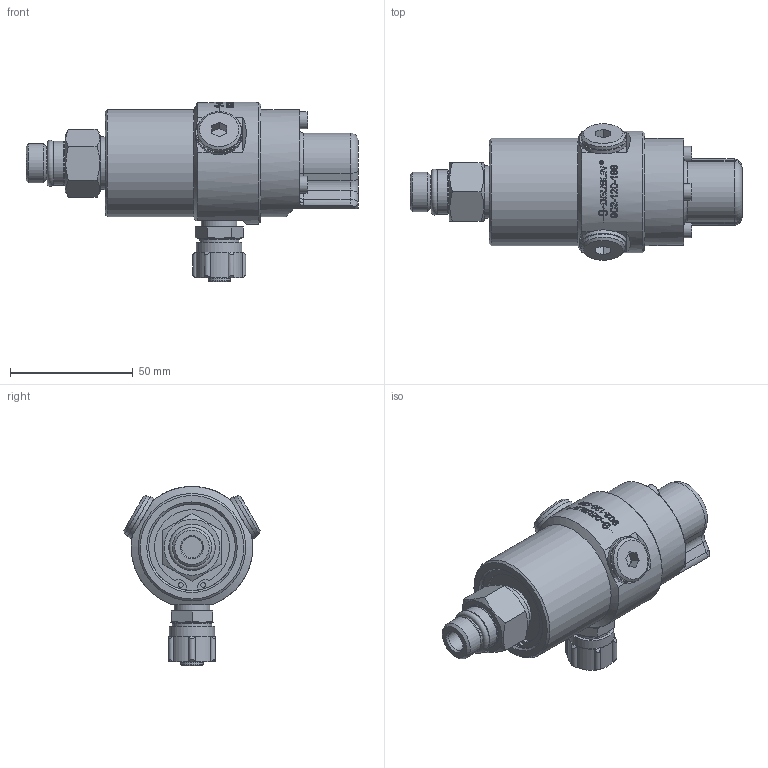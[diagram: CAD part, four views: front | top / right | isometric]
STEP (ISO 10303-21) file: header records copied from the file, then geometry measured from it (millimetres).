
FILE_DESCRIPTION(/* description */ (''),/* implementation_level */ '2;1');
FILE_NAME(/* name */ '902-120-188-IC.stp',/* time_stamp */ '2020-05-21T09:31:47-05:00',/* author */ ('moorera'),/* organization */ (''),/* preprocessor_version */ 'ST-DEVELOPER v18.1',/* originating_system */ 'Autodesk Inventor 2020',/* authorisation */ '');
FILE_SCHEMA (('AUTOMOTIVE_DESIGN { 1 0 10303 214 3 1 1 }'));
Length unit declared in the file: millimetre
Products named in the file (1): 902-120-188-IC_RevC
Bounding box: 135.18 x 55.54 x 72.9 mm (x, y, z)
Volume: 156256.7 mm3; surface area: 26812.2 mm2
Topology: 2 solids, 2 shells, 578 faces, 1528 edges, 1016 vertices
Faces by surface type: plane 273, bspline 138, cylinder 109, cone 37, torus 21
Full cylindrical faces by diameter (mm): 1.981 x2, 6.858 x3, 7.2 x3, 7.5 x2, 8 x1, 8.5 x1, 9 x1, 9.6 x1, 10.3 x1, 11.6 x1, 13.5 x2, 14.473 x1, 14.917 x1, 15.376 x1, 16 x2, 17.991 x1, 18 x2, 18.16 x1, 18.5 x1, 19 x2, 21.4 x1, 35.27 x1, 37.24 x1, 43.6 x1, 43.748 x1, 49.5 x1
Entity records: 23129 total; most frequent: CARTESIAN_POINT 9028, ORIENTED_EDGE 3050, DIRECTION 2641, EDGE_CURVE 1525, AXIS2_PLACEMENT_3D 1037, VERTEX_POINT 1016, EDGE_LOOP 647, FACE_OUTER_BOUND 578
